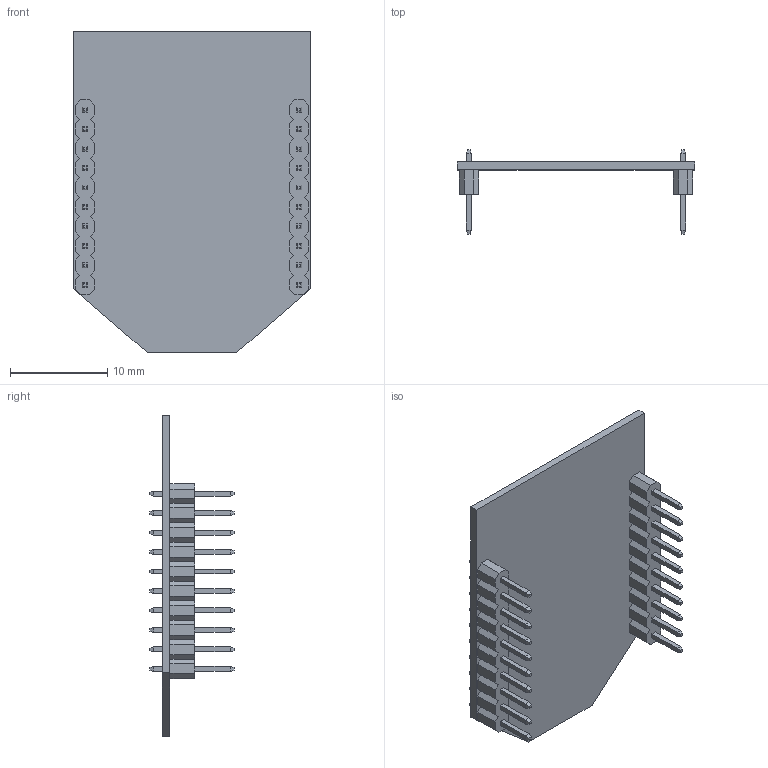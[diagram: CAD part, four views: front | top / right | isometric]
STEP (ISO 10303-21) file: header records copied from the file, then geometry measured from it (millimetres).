
FILE_DESCRIPTION (( 'STEP AP214' ), '1' );
FILE_NAME ('XB24CDMPIT-001.STEP', '2023-06-19T01:33:55', ( '' ), ( '' ), 'SwSTEP 2.0', 'SolidWorks 2021', '' );
FILE_SCHEMA (( 'AUTOMOTIVE_DESIGN' ));
Length unit declared in the file: millimetre
Products named in the file (2): XB24CDMPIT-001; XB24CDMPIT-001_XB24CDMPIT-001
Assembly tree (1 placements, depth 2):
  XB24CDMPIT-001
    XB24CDMPIT-001_XB24CDMPIT-001
Bounding box: 24.38 x 8.66 x 32.94 mm (x, y, z)
Volume: 799.3 mm3; surface area: 2383.2 mm2
Topology: 63 solids, 63 shells, 700 faces, 1562 edges, 988 vertices
Faces by surface type: plane 584, cylinder 116
Entity records: 19782 total; most frequent: CARTESIAN_POINT 3254, DIRECTION 3202, ORIENTED_EDGE 3124, EDGE_CURVE 1562, VECTOR 1330, LINE 1330, VERTEX_POINT 988, AXIS2_PLACEMENT_3D 936
